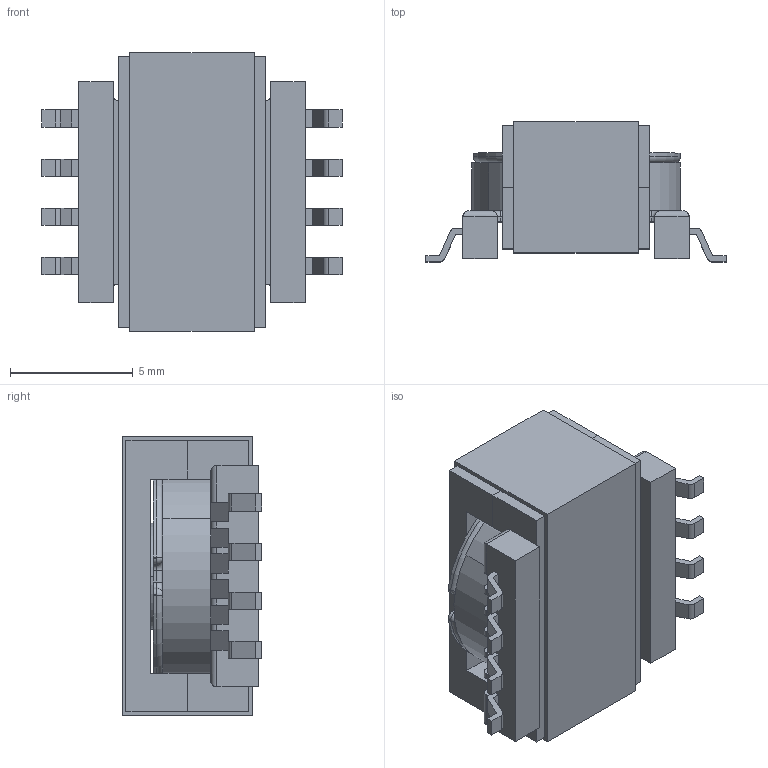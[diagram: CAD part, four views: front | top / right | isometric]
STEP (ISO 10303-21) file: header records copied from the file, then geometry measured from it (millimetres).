
FILE_DESCRIPTION (( 'STEP AP214' ), '1' );
FILE_NAME ('ER11.5_2664.STEP', '2021-07-01T21:02:05', ( '' ), ( '' ), 'SwSTEP 2.0', 'SolidWorks 2017', '' );
FILE_SCHEMA (( 'AUTOMOTIVE_DESIGN' ));
Length unit declared in the file: millimetre
Products named in the file (5): ER11.5_2664; 150-2140_6A; 070-2664_coil; 440-8102-2140; 070-2664_6C
Assembly tree (5 placements, depth 2):
  ER11.5_2664
    070-2664_6C
    070-2664_coil
    150-2140_6A  x2
    440-8102-2140
Bounding box: 12.2 x 5.69 x 11.32 mm (x, y, z)
Volume: 412.3 mm3; surface area: 1341.9 mm2
Topology: 5 solids, 5 shells, 254 faces, 668 edges, 434 vertices
Faces by surface type: plane 167, cylinder 74, torus 11, sphere 2
Entity records: 8860 total; most frequent: CARTESIAN_POINT 1319, ORIENTED_EDGE 1248, DIRECTION 1239, EDGE_CURVE 624, LINE 475, VECTOR 475, VERTEX_POINT 406, AXIS2_PLACEMENT_3D 382
